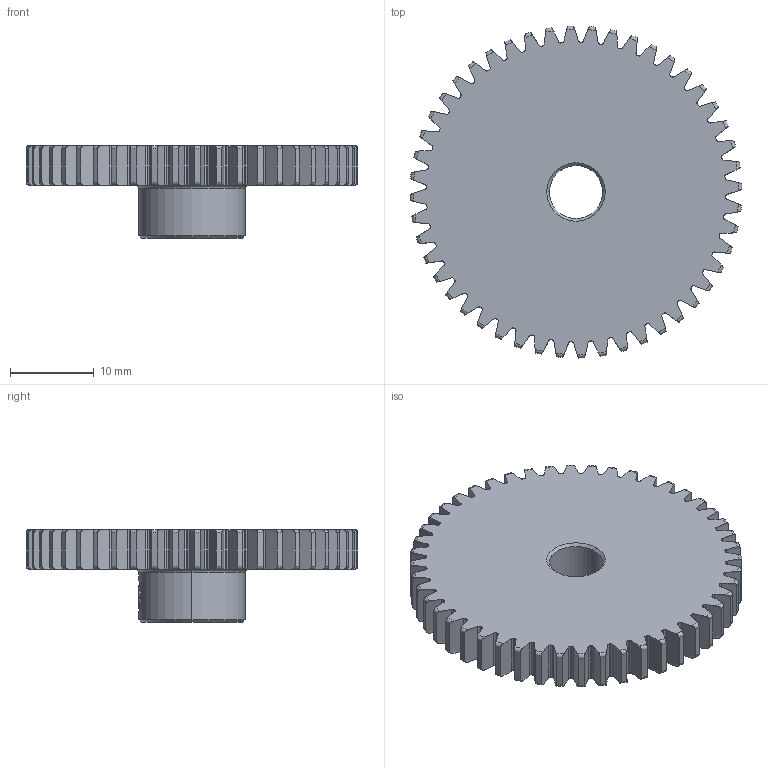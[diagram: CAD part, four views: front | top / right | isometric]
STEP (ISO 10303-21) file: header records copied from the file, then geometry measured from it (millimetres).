
FILE_DESCRIPTION (( 'STEP AP203' ), '1' );
FILE_NAME ('6832K56.step', '2015-09-23T14:20:09', ( '' ), ( '' ), 'SwSTEP 2.0', 'SolidWorks 2010', '' );
FILE_SCHEMA (( 'CONFIG_CONTROL_DESIGN' ));
Length unit declared in the file: inch
Products named in the file (1): 6832K56
Bounding box: 39.68 x 39.68 x 11.1 mm (x, y, z)
Volume: 5822 mm3; surface area: 3929.5 mm2
Topology: 2 solids, 2 shells, 458 faces, 1333 edges, 879 vertices
Faces by surface type: cylinder 221, bspline 102, torus 98, cone 20, plane 17
Entity records: 18108 total; most frequent: CARTESIAN_POINT 6723, ORIENTED_EDGE 2662, DIRECTION 2093, EDGE_CURVE 1331, VERTEX_POINT 879, AXIS2_PLACEMENT_3D 876, CIRCLE 519, EDGE_LOOP 464
